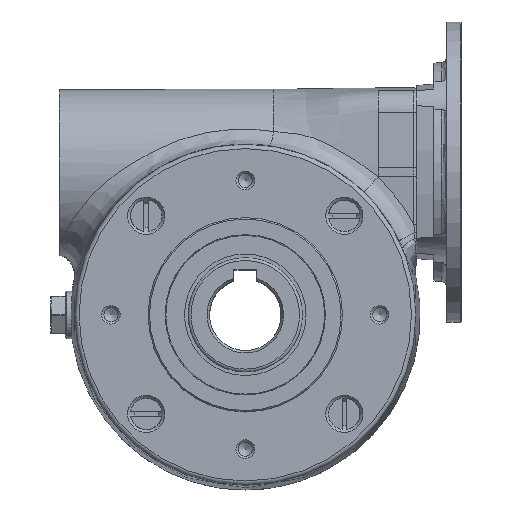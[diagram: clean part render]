
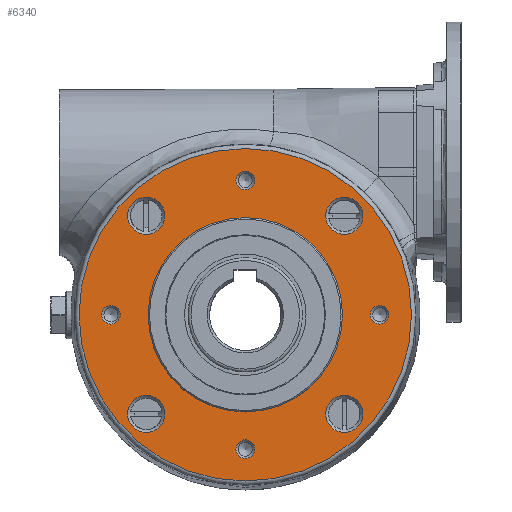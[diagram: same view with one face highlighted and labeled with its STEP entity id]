
A CAD part, top view. The second image highlights one B-rep face of the part: STEP entity #6340.
In plain terms, the highlighted planar face has unit normal (0, 0, 1).
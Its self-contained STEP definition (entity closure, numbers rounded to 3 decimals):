
#545=CIRCLE('',#6696,58.155);
#582=CIRCLE('',#6773,34.);
#583=CIRCLE('',#6775,6.5);
#584=CIRCLE('',#6776,6.5);
#585=CIRCLE('',#6777,6.5);
#586=CIRCLE('',#6778,6.5);
#587=CIRCLE('',#6779,3.259);
#588=CIRCLE('',#6780,3.259);
#589=CIRCLE('',#6781,3.259);
#590=CIRCLE('',#6782,3.259);
#1342=ORIENTED_EDGE('',*,*,#2340,.T.);
#1343=ORIENTED_EDGE('',*,*,#2341,.T.);
#1344=ORIENTED_EDGE('',*,*,#2342,.T.);
#1345=ORIENTED_EDGE('',*,*,#2343,.T.);
#1346=ORIENTED_EDGE('',*,*,#2344,.T.);
#1347=ORIENTED_EDGE('',*,*,#2345,.T.);
#1348=ORIENTED_EDGE('',*,*,#2346,.T.);
#1349=ORIENTED_EDGE('',*,*,#2347,.T.);
#1350=ORIENTED_EDGE('',*,*,#2339,.F.);
#1351=ORIENTED_EDGE('',*,*,#2294,.T.);
#2294=EDGE_CURVE('',#2861,#2861,#545,.F.);
#2339=EDGE_CURVE('',#2888,#2888,#582,.T.);
#2340=EDGE_CURVE('',#2889,#2889,#583,.T.);
#2341=EDGE_CURVE('',#2890,#2890,#584,.T.);
#2342=EDGE_CURVE('',#2891,#2891,#585,.T.);
#2343=EDGE_CURVE('',#2892,#2892,#586,.T.);
#2344=EDGE_CURVE('',#2893,#2893,#587,.T.);
#2345=EDGE_CURVE('',#2894,#2894,#588,.T.);
#2346=EDGE_CURVE('',#2895,#2895,#589,.T.);
#2347=EDGE_CURVE('',#2896,#2896,#590,.T.);
#2861=VERTEX_POINT('',#11600);
#2888=VERTEX_POINT('',#11884);
#2889=VERTEX_POINT('',#11887);
#2890=VERTEX_POINT('',#11889);
#2891=VERTEX_POINT('',#11891);
#2892=VERTEX_POINT('',#11893);
#2893=VERTEX_POINT('',#11895);
#2894=VERTEX_POINT('',#11897);
#2895=VERTEX_POINT('',#11899);
#2896=VERTEX_POINT('',#11901);
#3616=EDGE_LOOP('',(#1342));
#3617=EDGE_LOOP('',(#1343));
#3618=EDGE_LOOP('',(#1344));
#3619=EDGE_LOOP('',(#1345));
#3620=EDGE_LOOP('',(#1346));
#3621=EDGE_LOOP('',(#1347));
#3622=EDGE_LOOP('',(#1348));
#3623=EDGE_LOOP('',(#1349));
#3624=EDGE_LOOP('',(#1350));
#3625=EDGE_LOOP('',(#1351));
#4110=FACE_BOUND('',#3616,.T.);
#4111=FACE_BOUND('',#3617,.T.);
#4112=FACE_BOUND('',#3618,.T.);
#4113=FACE_BOUND('',#3619,.T.);
#4114=FACE_BOUND('',#3620,.T.);
#4115=FACE_BOUND('',#3621,.T.);
#4116=FACE_BOUND('',#3622,.T.);
#4117=FACE_BOUND('',#3623,.T.);
#4118=FACE_BOUND('',#3624,.T.);
#4119=FACE_BOUND('',#3625,.T.);
#4430=PLANE('',#6774);
#6340=ADVANCED_FACE('',(#4110,#4111,#4112,#4113,#4114,#4115,#4116,#4117,
#4118,#4119),#4430,.T.);
#6696=AXIS2_PLACEMENT_3D('',#11599,#7530,#7531);
#6773=AXIS2_PLACEMENT_3D('',#11883,#7684,#7685);
#6774=AXIS2_PLACEMENT_3D('',#11885,#7686,#7687);
#6775=AXIS2_PLACEMENT_3D('',#11886,#7688,#7689);
#6776=AXIS2_PLACEMENT_3D('',#11888,#7690,#7691);
#6777=AXIS2_PLACEMENT_3D('',#11890,#7692,#7693);
#6778=AXIS2_PLACEMENT_3D('',#11892,#7694,#7695);
#6779=AXIS2_PLACEMENT_3D('',#11894,#7696,#7697);
#6780=AXIS2_PLACEMENT_3D('',#11896,#7698,#7699);
#6781=AXIS2_PLACEMENT_3D('',#11898,#7700,#7701);
#6782=AXIS2_PLACEMENT_3D('',#11900,#7702,#7703);
#7530=DIRECTION('',(0.,0.,-1.));
#7531=DIRECTION('',(0.,-1.,0.));
#7684=DIRECTION('',(0.,0.,1.));
#7685=DIRECTION('',(1.,0.,0.));
#7686=DIRECTION('',(0.,0.,1.));
#7687=DIRECTION('',(1.,0.,0.));
#7688=DIRECTION('',(0.,0.,-1.));
#7689=DIRECTION('',(-1.,0.,0.));
#7690=DIRECTION('',(0.,0.,-1.));
#7691=DIRECTION('',(-1.,0.,0.));
#7692=DIRECTION('',(0.,0.,-1.));
#7693=DIRECTION('',(-1.,0.,0.));
#7694=DIRECTION('',(0.,0.,-1.));
#7695=DIRECTION('',(-1.,0.,0.));
#7696=DIRECTION('',(0.,0.,-1.));
#7697=DIRECTION('',(0.,1.,0.));
#7698=DIRECTION('',(0.,0.,-1.));
#7699=DIRECTION('',(1.,0.,0.));
#7700=DIRECTION('',(0.,0.,-1.));
#7701=DIRECTION('',(0.,-1.,0.));
#7702=DIRECTION('',(0.,0.,-1.));
#7703=DIRECTION('',(-1.,0.,0.));
#11599=CARTESIAN_POINT('',(0.,0.,38.));
#11600=CARTESIAN_POINT('',(0.,-58.155,38.));
#11883=CARTESIAN_POINT('',(0.,0.,38.));
#11884=CARTESIAN_POINT('',(34.,0.,38.));
#11885=CARTESIAN_POINT('',(34.,0.,38.));
#11886=CARTESIAN_POINT('',(34.648,34.648,38.));
#11887=CARTESIAN_POINT('',(28.148,34.648,38.));
#11888=CARTESIAN_POINT('',(34.648,-34.648,38.));
#11889=CARTESIAN_POINT('',(28.148,-34.648,38.));
#11890=CARTESIAN_POINT('',(-34.648,-34.648,38.));
#11891=CARTESIAN_POINT('',(-41.148,-34.648,38.));
#11892=CARTESIAN_POINT('',(-34.648,34.648,38.));
#11893=CARTESIAN_POINT('',(-41.148,34.648,38.));
#11894=CARTESIAN_POINT('',(-47.,0.,38.));
#11895=CARTESIAN_POINT('',(-47.,3.259,38.));
#11896=CARTESIAN_POINT('',(0.,47.,38.));
#11897=CARTESIAN_POINT('',(3.258,47.,38.));
#11898=CARTESIAN_POINT('',(47.,0.,38.));
#11899=CARTESIAN_POINT('',(47.,-3.258,38.));
#11900=CARTESIAN_POINT('',(0.,-47.,38.));
#11901=CARTESIAN_POINT('',(-3.258,-47.,38.));
